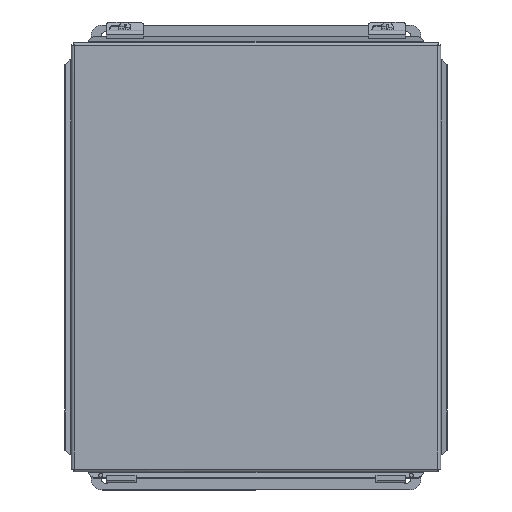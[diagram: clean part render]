
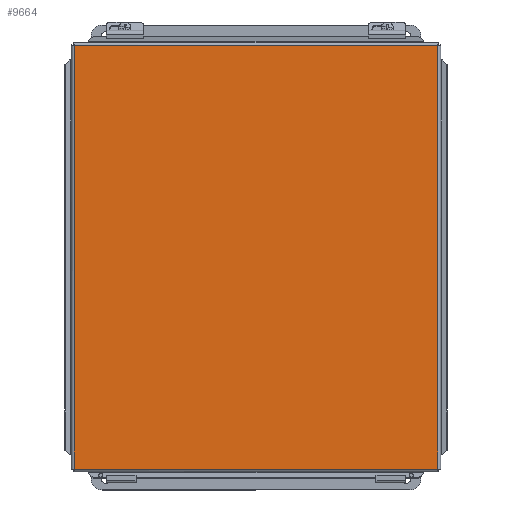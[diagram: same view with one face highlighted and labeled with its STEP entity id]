
A CAD part, top view. The second image highlights one B-rep face of the part: STEP entity #9664.
In plain terms, the highlighted face is planar.
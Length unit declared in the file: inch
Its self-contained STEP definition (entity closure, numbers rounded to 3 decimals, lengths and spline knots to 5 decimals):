
#8983=CARTESIAN_POINT('',(12.21675,0.09325,0.));
#8984=VERTEX_POINT('',#8983);
#8995=CARTESIAN_POINT('',(12.21675,14.21675,0.));
#8996=VERTEX_POINT('',#8995);
#8997=CARTESIAN_POINT('',(12.21675,14.21675,0.0));
#8998=DIRECTION('',(0.0,-1.0,0.0));
#8999=VECTOR('',#8998,14.1235);
#9000=LINE('',#8997,#8999);
#9001=EDGE_CURVE('',#8996,#8984,#9000,.T.);
#9161=CARTESIAN_POINT('',(0.09325,0.09325,0.));
#9162=VERTEX_POINT('',#9161);
#9173=CARTESIAN_POINT('',(12.21675,0.09325,0.0));
#9174=DIRECTION('',(-1.0,0.0,0.0));
#9175=VECTOR('',#9174,12.1235);
#9176=LINE('',#9173,#9175);
#9177=EDGE_CURVE('',#8984,#9162,#9176,.T.);
#9330=CARTESIAN_POINT('',(0.09325,14.21675,0.));
#9331=VERTEX_POINT('',#9330);
#9342=CARTESIAN_POINT('',(0.09325,0.09325,0.0));
#9343=DIRECTION('',(0.0,1.0,0.0));
#9344=VECTOR('',#9343,14.1235);
#9345=LINE('',#9342,#9344);
#9346=EDGE_CURVE('',#9162,#9331,#9345,.T.);
#9509=CARTESIAN_POINT('',(0.09325,14.21675,0.0));
#9510=DIRECTION('',(1.0,0.0,0.0));
#9511=VECTOR('',#9510,12.1235);
#9512=LINE('',#9509,#9511);
#9513=EDGE_CURVE('',#9331,#8996,#9512,.T.);
#9653=CARTESIAN_POINT('',(6.155,7.155,0.0));
#9654=DIRECTION('',(0.0,0.0,1.0));
#9655=DIRECTION('',(1.0,0.0,0.0));
#9656=AXIS2_PLACEMENT_3D('',#9653,#9654,#9655);
#9657=PLANE('',#9656);
#9658=ORIENTED_EDGE('',*,*,#9001,.T.);
#9659=ORIENTED_EDGE('',*,*,#9177,.T.);
#9660=ORIENTED_EDGE('',*,*,#9346,.T.);
#9661=ORIENTED_EDGE('',*,*,#9513,.T.);
#9662=EDGE_LOOP('',(#9658,#9659,#9660,#9661));
#9663=FACE_OUTER_BOUND('',#9662,.T.);
#9664=ADVANCED_FACE('',(#9663),#9657,.F.);
